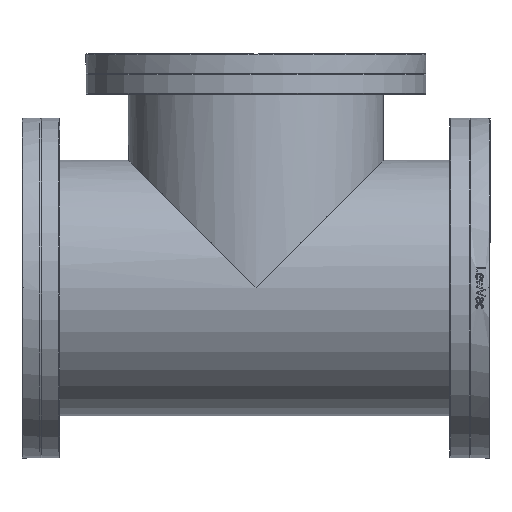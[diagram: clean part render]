
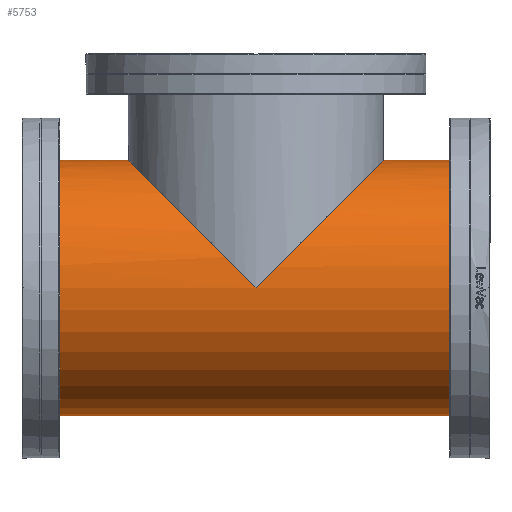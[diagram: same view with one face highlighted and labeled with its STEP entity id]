
A CAD part, left-side view. The second image highlights one B-rep face of the part: STEP entity #5753.
In plain terms, the highlighted cylindrical face has radius 76.2 mm (diameter 152.4 mm), a full revolution.
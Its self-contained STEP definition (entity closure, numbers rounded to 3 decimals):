
#11=ELLIPSE('',#6451,107.763,76.2);
#13=ELLIPSE('',#6454,107.763,76.2);
#893=CYLINDRICAL_SURFACE('',#6456,76.2);
#1223=FACE_BOUND('',#2183,.T.);
#1224=FACE_BOUND('',#2184,.T.);
#1579=FACE_OUTER_BOUND('',#2182,.T.);
#2182=EDGE_LOOP('',(#5285));
#2183=EDGE_LOOP('',(#5286,#5287));
#2184=EDGE_LOOP('',(#5288));
#2517=CIRCLE('',#6457,76.2);
#2518=CIRCLE('',#6458,76.2);
#3070=VERTEX_POINT('',#33555);
#3071=VERTEX_POINT('',#33556);
#3074=VERTEX_POINT('',#33567);
#3075=VERTEX_POINT('',#33569);
#3809=EDGE_CURVE('',#3070,#3071,#11,.T.);
#3813=EDGE_CURVE('',#3071,#3070,#13,.T.);
#3815=EDGE_CURVE('',#3074,#3074,#2517,.T.);
#3816=EDGE_CURVE('',#3075,#3075,#2518,.T.);
#5285=ORIENTED_EDGE('',*,*,#3815,.F.);
#5286=ORIENTED_EDGE('',*,*,#3809,.T.);
#5287=ORIENTED_EDGE('',*,*,#3813,.T.);
#5288=ORIENTED_EDGE('',*,*,#3816,.F.);
#5753=ADVANCED_FACE('',(#1579,#1223,#1224),#893,.T.);
#6451=AXIS2_PLACEMENT_3D('',#33557,#7841,#7842);
#6454=AXIS2_PLACEMENT_3D('',#33564,#7849,#7850);
#6456=AXIS2_PLACEMENT_3D('',#33566,#7853,#7854);
#6457=AXIS2_PLACEMENT_3D('',#33568,#7855,#7856);
#6458=AXIS2_PLACEMENT_3D('',#33570,#7857,#7858);
#7841=DIRECTION('center_axis',(-0.707,0.,
0.707));
#7842=DIRECTION('ref_axis',(-0.707,0.,-0.707));
#7849=DIRECTION('center_axis',(-0.707,0.,
-0.707));
#7850=DIRECTION('ref_axis',(-0.707,0.,0.707));
#7853=DIRECTION('center_axis',(0.,0.,1.));
#7854=DIRECTION('ref_axis',(-1.,0.,0.));
#7855=DIRECTION('center_axis',(0.,0.,1.));
#7856=DIRECTION('ref_axis',(-1.,0.,0.));
#7857=DIRECTION('center_axis',(0.,0.,-1.));
#7858=DIRECTION('ref_axis',(-1.,0.,0.));
#33555=CARTESIAN_POINT('',(0.,-76.2,127.));
#33556=CARTESIAN_POINT('',(0.,76.2,127.));
#33557=CARTESIAN_POINT('Origin',(0.,0.,127.));
#33564=CARTESIAN_POINT('Origin',(0.,0.,127.));
#33566=CARTESIAN_POINT('Origin',(0.,0.,0.));
#33567=CARTESIAN_POINT('',(76.2,0.,254.));
#33568=CARTESIAN_POINT('Origin',(0.,0.,254.));
#33569=CARTESIAN_POINT('',(76.2,0.,0.));
#33570=CARTESIAN_POINT('Origin',(0.,0.,0.));
